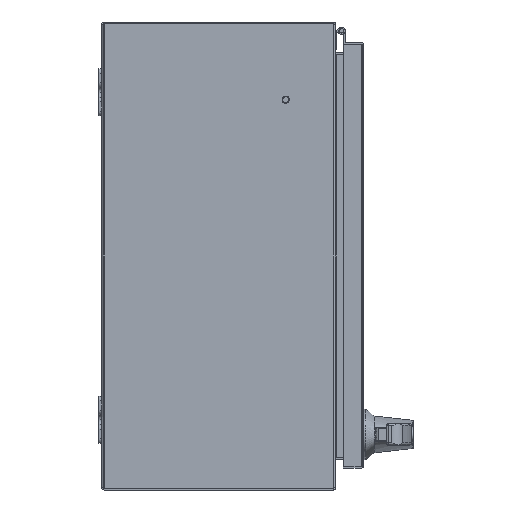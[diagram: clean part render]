
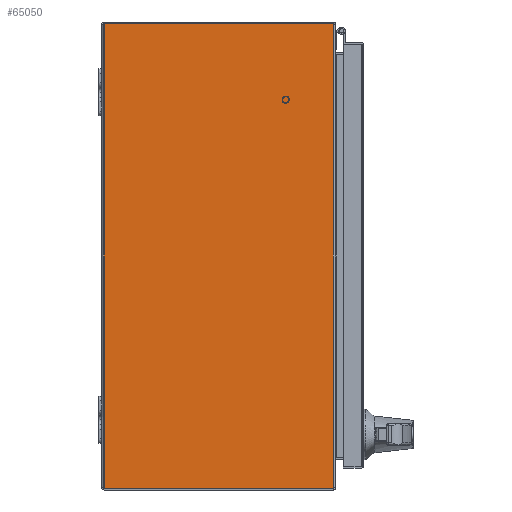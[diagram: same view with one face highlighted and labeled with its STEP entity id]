
A CAD part, front view. The second image highlights one B-rep face of the part: STEP entity #65050.
In plain terms, the highlighted face is planar.
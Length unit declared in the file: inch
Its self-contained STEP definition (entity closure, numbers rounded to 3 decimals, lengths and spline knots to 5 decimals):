
#4823 = CARTESIAN_POINT ( 'NONE',  ( -69.406, 0., -12. ) ) ;
#5114 = VECTOR ( 'NONE', #96710, 39.37008 ) ;
#5135 = CARTESIAN_POINT ( 'NONE',  ( 9.92789, 39.37008, -12. ) ) ;
#7385 = VECTOR ( 'NONE', #104774, 39.37008 ) ;
#12184 = VERTEX_POINT ( 'NONE', #53380 ) ;
#15798 = ORIENTED_EDGE ( 'NONE', *, *, #62657, .F. ) ;
#15986 = CIRCLE ( 'NONE', #86136, 0.1 ) ;
#17832 = CARTESIAN_POINT ( 'NONE',  ( -9.92218, -9.892, -12. ) ) ;
#17993 = CARTESIAN_POINT ( 'NONE',  ( -69.406, -0.108, -12. ) ) ;
#20867 = CARTESIAN_POINT ( 'NONE',  ( 9.92218, -9.892, -12. ) ) ;
#22875 = CARTESIAN_POINT ( 'NONE',  ( -9.82789, -9.85871, -12. ) ) ;
#24360 = LINE ( 'NONE', #63039, #7385 ) ;
#24973 = FACE_OUTER_BOUND ( 'NONE', #73417, .T. ) ;
#26999 = EDGE_CURVE ( 'NONE', #46397, #52590, #59238, .T. ) ;
#28933 = PLANE ( 'NONE',  #98759 ) ;
#30247 = VERTEX_POINT ( 'NONE', #17832 ) ;
#33208 = CARTESIAN_POINT ( 'NONE',  ( 9.92789, -9.85871, -12. ) ) ;
#33659 = CARTESIAN_POINT ( 'NONE',  ( 9.82789, -9.85871, -12. ) ) ;
#33720 = ORIENTED_EDGE ( 'NONE', *, *, #84322, .F. ) ;
#38619 = VECTOR ( 'NONE', #47175, 39.37008 ) ;
#40438 = DIRECTION ( 'NONE',  ( 0., 0., 1. ) ) ;
#41623 = EDGE_CURVE ( 'NONE', #80150, #94628, #90161, .T. ) ;
#45008 = AXIS2_PLACEMENT_3D ( 'NONE', #33659, #92272, #101125 ) ;
#46397 = VERTEX_POINT ( 'NONE', #108491 ) ;
#47175 = DIRECTION ( 'NONE',  ( 0., -1., 0. ) ) ;
#47329 = ORIENTED_EDGE ( 'NONE', *, *, #41623, .F. ) ;
#49979 = EDGE_CURVE ( 'NONE', #12184, #94628, #60911, .T. ) ;
#52590 = VERTEX_POINT ( 'NONE', #80019 ) ;
#53380 = CARTESIAN_POINT ( 'NONE',  ( 9.92789, -0.108, -12. ) ) ;
#57922 = VECTOR ( 'NONE', #101556, 39.37008 ) ;
#59238 = LINE ( 'NONE', #68566, #57922 ) ;
#60911 = LINE ( 'NONE', #5135, #38619 ) ;
#62657 = EDGE_CURVE ( 'NONE', #30247, #80150, #24360, .T. ) ;
#63039 = CARTESIAN_POINT ( 'NONE',  ( -69.406, -9.892, -12. ) ) ;
#65050 = ADVANCED_FACE ( 'NONE', ( #24973 ), #28933, .F. ) ;
#68566 = CARTESIAN_POINT ( 'NONE',  ( -9.92789, 39.37008, -12. ) ) ;
#73417 = EDGE_LOOP ( 'NONE', ( #47329, #15798, #79795, #100099, #33720, #97707 ) ) ;
#79795 = ORIENTED_EDGE ( 'NONE', *, *, #91386, .F. ) ;
#80019 = CARTESIAN_POINT ( 'NONE',  ( -9.92789, -9.85871, -12. ) ) ;
#80150 = VERTEX_POINT ( 'NONE', #20867 ) ;
#80562 = DIRECTION ( 'NONE',  ( 0., 0., 1. ) ) ;
#80904 = DIRECTION ( 'NONE',  ( 1., 0., 0. ) ) ;
#84322 = EDGE_CURVE ( 'NONE', #12184, #46397, #94121, .T. ) ;
#86136 = AXIS2_PLACEMENT_3D ( 'NONE', #22875, #40438, #89198 ) ;
#89198 = DIRECTION ( 'NONE',  ( -1., 0., 0. ) ) ;
#90161 = CIRCLE ( 'NONE', #45008, 0.1 ) ;
#91386 = EDGE_CURVE ( 'NONE', #52590, #30247, #15986, .T. ) ;
#92272 = DIRECTION ( 'NONE',  ( 0., 0., 1. ) ) ;
#94121 = LINE ( 'NONE', #17993, #5114 ) ;
#94628 = VERTEX_POINT ( 'NONE', #33208 ) ;
#96710 = DIRECTION ( 'NONE',  ( -1., 0., 0. ) ) ;
#97707 = ORIENTED_EDGE ( 'NONE', *, *, #49979, .T. ) ;
#98759 = AXIS2_PLACEMENT_3D ( 'NONE', #4823, #80562, #80904 ) ;
#100099 = ORIENTED_EDGE ( 'NONE', *, *, #26999, .F. ) ;
#101125 = DIRECTION ( 'NONE',  ( 1., 0., 0. ) ) ;
#101556 = DIRECTION ( 'NONE',  ( 0., -1., 0. ) ) ;
#104774 = DIRECTION ( 'NONE',  ( 1., 0., 0. ) ) ;
#108491 = CARTESIAN_POINT ( 'NONE',  ( -9.92789, -0.108, -12. ) ) ;
